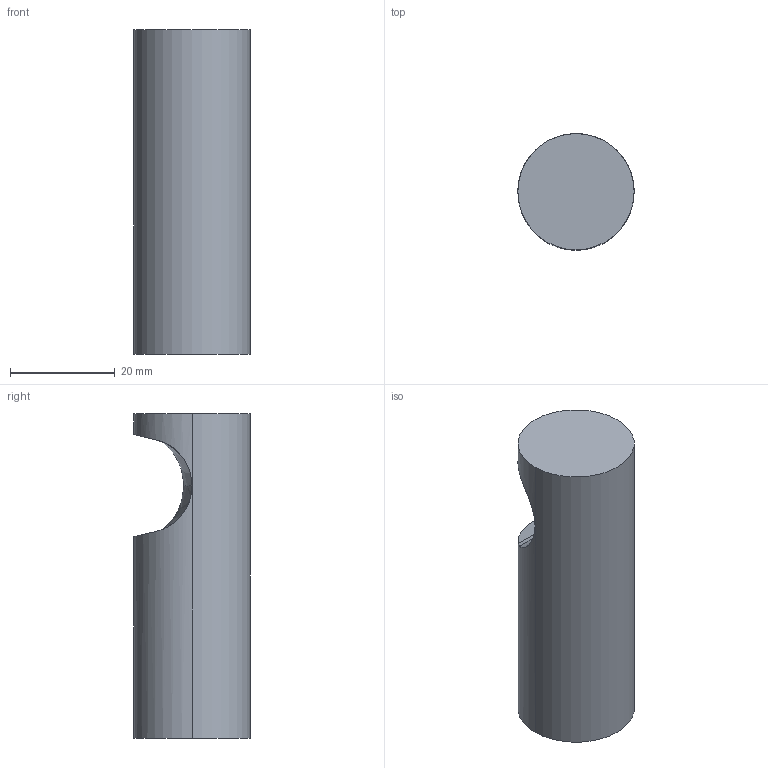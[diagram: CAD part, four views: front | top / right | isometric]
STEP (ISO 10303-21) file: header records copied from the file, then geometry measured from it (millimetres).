
FILE_DESCRIPTION (( 'STEP AP214' ), '1' );
FILE_NAME ('SRHC_SHELL.STEP', '2017-02-15T21:34:08', ( 'khoa' ), ( '' ), 'SwSTEP 2.0', 'SolidWorks 2016', '' );
FILE_SCHEMA (( 'AUTOMOTIVE_DESIGN' ));
Length unit declared in the file: millimetre
Products named in the file (1): SRHC_SHELL
Bounding box: 22.2 x 22.2 x 62 mm (x, y, z)
Surface area: 5574.1 mm2 (no closed solid volume)
Topology: 0 solids, 2 shells, 12 faces, 28 edges, 19 vertices
Faces by surface type: cylinder 4, plane 4, bspline 4
Entity records: 802 total; most frequent: CARTESIAN_POINT 422, ORIENTED_EDGE 48, DIRECTION 32, EDGE_CURVE 28, VERTEX_POINT 19, B_SPLINE_CURVE_WITH_KNOTS 16, UNCERTAINTY_MEASURE_WITH_UNIT 14, PRESENTATION_STYLE_ASSIGNMENT 13
